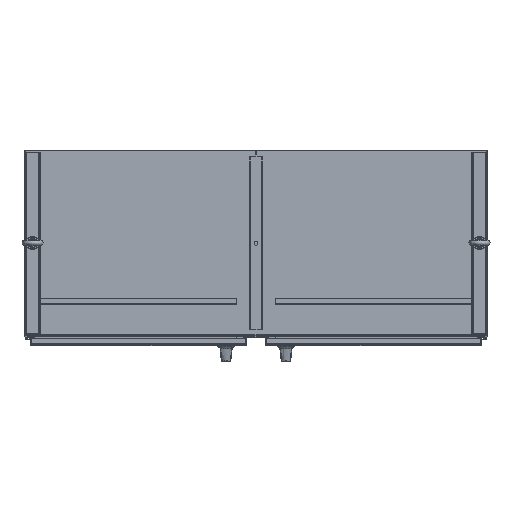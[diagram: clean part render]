
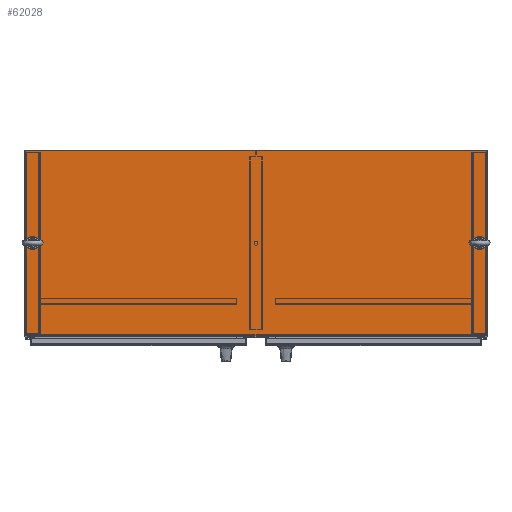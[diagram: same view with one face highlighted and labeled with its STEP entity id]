
A CAD part, top view. The second image highlights one B-rep face of the part: STEP entity #62028.
In plain terms, the highlighted planar face has unit normal (0, 0, 1).
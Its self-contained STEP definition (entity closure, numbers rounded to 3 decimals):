
#532 = EDGE_CURVE ( 'NONE', #76919, #76919, #97681, .T. ) ;
#7088 = ORIENTED_EDGE ( 'NONE', *, *, #532, .T. ) ;
#7151 = CARTESIAN_POINT ( 'NONE',  ( -29.935, -24.593, 36.03 ) ) ;
#9516 = ORIENTED_EDGE ( 'NONE', *, *, #65476, .T. ) ;
#9520 = DIRECTION ( 'NONE',  ( 0., 0., 1. ) ) ;
#10246 = VERTEX_POINT ( 'NONE', #11609 ) ;
#10988 = EDGE_LOOP ( 'NONE', ( #9516, #17170, #21467, #63027 ) ) ;
#11609 = CARTESIAN_POINT ( 'NONE',  ( -29.935, -24.45, 36.03 ) ) ;
#14866 = LINE ( 'NONE', #95625, #79404 ) ;
#15312 = EDGE_CURVE ( 'NONE', #26454, #26454, #84386, .T. ) ;
#16710 = VECTOR ( 'NONE', #39807, 39.37 ) ;
#17170 = ORIENTED_EDGE ( 'NONE', *, *, #22155, .T. ) ;
#17551 = DIRECTION ( 'NONE',  ( 1., 0., 0. ) ) ;
#18413 = CARTESIAN_POINT ( 'NONE',  ( 29.279, -12.562, 36.03 ) ) ;
#18545 = CARTESIAN_POINT ( 'NONE',  ( -28.935, -12.562, 36.03 ) ) ;
#18610 = FACE_BOUND ( 'NONE', #52231, .T. ) ;
#19305 = VECTOR ( 'NONE', #42925, 39.37 ) ;
#20169 = EDGE_CURVE ( 'NONE', #10246, #65365, #56944, .T. ) ;
#21467 = ORIENTED_EDGE ( 'NONE', *, *, #70906, .T. ) ;
#22155 = EDGE_CURVE ( 'NONE', #59503, #34271, #14866, .T. ) ;
#26454 = VERTEX_POINT ( 'NONE', #18413 ) ;
#32813 = AXIS2_PLACEMENT_3D ( 'NONE', #18545, #102433, #77848 ) ;
#34271 = VERTEX_POINT ( 'NONE', #43980 ) ;
#34375 = LINE ( 'NONE', #99606, #19305 ) ;
#36283 = CARTESIAN_POINT ( 'NONE',  ( -28.591, -12.562, 36.03 ) ) ;
#36667 = VECTOR ( 'NONE', #66527, 39.37 ) ;
#38285 = AXIS2_PLACEMENT_3D ( 'NONE', #89657, #80589, #38361 ) ;
#38361 = DIRECTION ( 'NONE',  ( 1., 0., 0. ) ) ;
#38485 = EDGE_LOOP ( 'NONE', ( #7088 ) ) ;
#39807 = DIRECTION ( 'NONE',  ( 0., -1., 0. ) ) ;
#42925 = DIRECTION ( 'NONE',  ( 0., 1., 0. ) ) ;
#43980 = CARTESIAN_POINT ( 'NONE',  ( -29.935, -0.628, 36.03 ) ) ;
#52231 = EDGE_LOOP ( 'NONE', ( #62027 ) ) ;
#56944 = LINE ( 'NONE', #98630, #36667 ) ;
#58224 = CARTESIAN_POINT ( 'NONE',  ( -29.935, -24.593, 36.03 ) ) ;
#59503 = VERTEX_POINT ( 'NONE', #85564 ) ;
#62027 = ORIENTED_EDGE ( 'NONE', *, *, #15312, .T. ) ;
#62028 = ADVANCED_FACE ( 'NONE', ( #67263, #82792, #18610 ), #83844, .T. ) ;
#63027 = ORIENTED_EDGE ( 'NONE', *, *, #20169, .T. ) ;
#65365 = VERTEX_POINT ( 'NONE', #73439 ) ;
#65476 = EDGE_CURVE ( 'NONE', #65365, #59503, #34375, .T. ) ;
#66527 = DIRECTION ( 'NONE',  ( 1., 0., 0. ) ) ;
#67263 = FACE_BOUND ( 'NONE', #38485, .T. ) ;
#70906 = EDGE_CURVE ( 'NONE', #34271, #10246, #80439, .T. ) ;
#73439 = CARTESIAN_POINT ( 'NONE',  ( 29.935, -24.45, 36.03 ) ) ;
#76919 = VERTEX_POINT ( 'NONE', #36283 ) ;
#77848 = DIRECTION ( 'NONE',  ( 1., 0., 0. ) ) ;
#79404 = VECTOR ( 'NONE', #103640, 39.37 ) ;
#80439 = LINE ( 'NONE', #7151, #16710 ) ;
#80589 = DIRECTION ( 'NONE',  ( 0., 0., -1. ) ) ;
#81844 = AXIS2_PLACEMENT_3D ( 'NONE', #58224, #9520, #17551 ) ;
#82792 = FACE_OUTER_BOUND ( 'NONE', #10988, .T. ) ;
#83844 = PLANE ( 'NONE',  #81844 ) ;
#84386 = CIRCLE ( 'NONE', #38285, 0.344 ) ;
#85564 = CARTESIAN_POINT ( 'NONE',  ( 29.935, -0.628, 36.03 ) ) ;
#89657 = CARTESIAN_POINT ( 'NONE',  ( 28.935, -12.562, 36.03 ) ) ;
#95625 = CARTESIAN_POINT ( 'NONE',  ( -29.935, -0.628, 36.03 ) ) ;
#97681 = CIRCLE ( 'NONE', #32813, 0.344 ) ;
#98630 = CARTESIAN_POINT ( 'NONE',  ( -29.935, -24.45, 36.03 ) ) ;
#99606 = CARTESIAN_POINT ( 'NONE',  ( 29.935, -24.593, 36.03 ) ) ;
#102433 = DIRECTION ( 'NONE',  ( 0., 0., -1. ) ) ;
#103640 = DIRECTION ( 'NONE',  ( -1., 0., 0. ) ) ;
